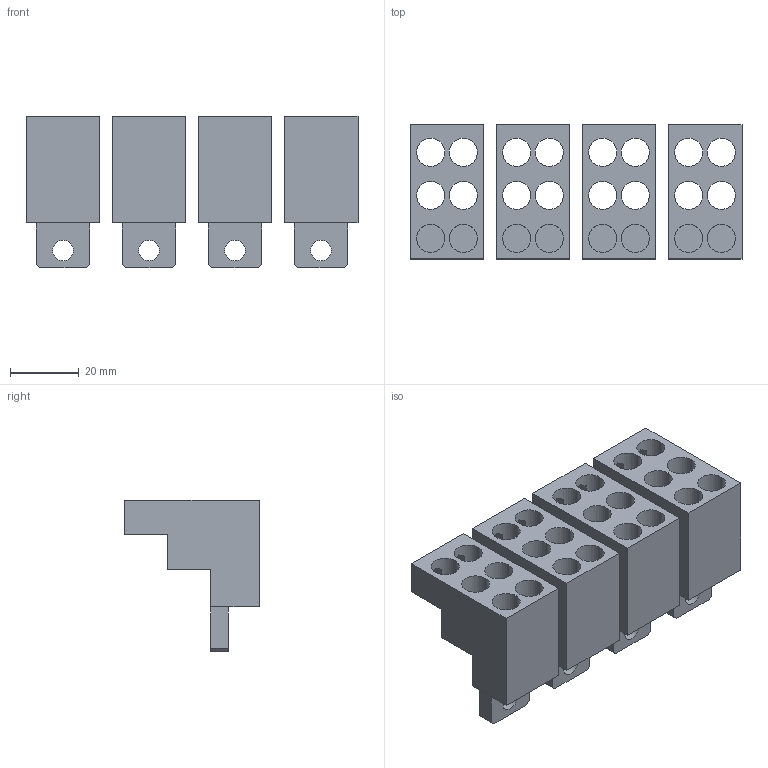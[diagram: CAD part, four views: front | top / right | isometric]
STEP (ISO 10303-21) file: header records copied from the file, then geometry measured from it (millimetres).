
FILE_DESCRIPTION(('CATIA V5 STEP Exchange'),'2;1');
FILE_NAME('1SDH001295R0131_1PA_001_00_XT1_4P_PLUG-IN_MC_SUP.stp','2014-11-11T15:22:23+00:00',('none'),('none'),'CATIA Version 5 Release 20 SP 1 (IN-10)','CATIA V5 STEP AP214','none');
FILE_SCHEMA(('AUTOMOTIVE_DESIGN { 1 0 10303 214 1 1 1 1 }'));
Length unit declared in the file: millimetre
Products named in the file (1): 1SDH001295R0131_1PA_001_00_XT1_4P_PLUG-IN_MC_SUP
Bounding box: 96.5 x 39 x 44 mm (x, y, z)
Volume: 46748.4 mm3; surface area: 31947.5 mm2
Topology: 4 solids, 4 shells, 272 faces, 768 edges, 512 vertices
Faces by surface type: plane 216, cylinder 56
Entity records: 8442 total; most frequent: CARTESIAN_POINT 1745, ORIENTED_EDGE 1536, DIRECTION 1024, EDGE_CURVE 768, VECTOR 560, LINE 560, VERTEX_POINT 512, EDGE_LOOP 368
